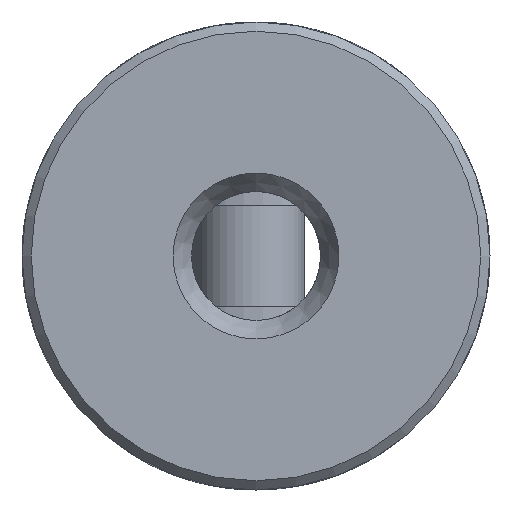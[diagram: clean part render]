
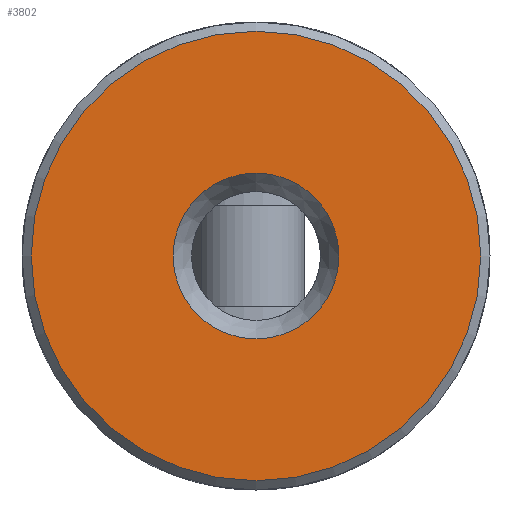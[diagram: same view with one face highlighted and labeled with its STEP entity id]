
A CAD part, left-side view. The second image highlights one B-rep face of the part: STEP entity #3802.
In plain terms, the highlighted planar face has unit normal (-1, 0, 0).
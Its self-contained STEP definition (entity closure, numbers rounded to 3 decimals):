
#641 = DIRECTION ( 'NONE',  ( 0., 0., -1. ) ) ;
#1356 = AXIS2_PLACEMENT_3D ( 'NONE', #1935, #2731, #641 ) ;
#1525 = DIRECTION ( 'NONE',  ( -1., 0., 0. ) ) ;
#1636 = FACE_BOUND ( 'NONE', #2723, .T. ) ;
#1741 = AXIS2_PLACEMENT_3D ( 'NONE', #5099, #1525, #2375 ) ;
#1816 = ORIENTED_EDGE ( 'NONE', *, *, #2257, .T. ) ;
#1877 = FACE_OUTER_BOUND ( 'NONE', #3092, .T. ) ;
#1935 = CARTESIAN_POINT ( 'NONE',  ( -80., 0., 0. ) ) ;
#2020 = DIRECTION ( 'NONE',  ( 1., 0., 0. ) ) ;
#2257 = EDGE_CURVE ( 'NONE', #4757, #4757, #3131, .T. ) ;
#2375 = DIRECTION ( 'NONE',  ( 0., 0., 1. ) ) ;
#2532 = CARTESIAN_POINT ( 'NONE',  ( -80., 0., -12.2 ) ) ;
#2634 = CIRCLE ( 'NONE', #3085, 12.2 ) ;
#2723 = EDGE_LOOP ( 'NONE', ( #1816 ) ) ;
#2731 = DIRECTION ( 'NONE',  ( 1., 0., 0. ) ) ;
#2805 = CARTESIAN_POINT ( 'NONE',  ( -80., 0., 0. ) ) ;
#3085 = AXIS2_PLACEMENT_3D ( 'NONE', #2805, #2020, #4821 ) ;
#3092 = EDGE_LOOP ( 'NONE', ( #4377 ) ) ;
#3131 = CIRCLE ( 'NONE', #1356, 4.5 ) ;
#3802 = ADVANCED_FACE ( 'NONE', ( #1636, #1877 ), #4714, .T. ) ;
#3851 = EDGE_CURVE ( 'NONE', #4025, #4025, #2634, .T. ) ;
#4025 = VERTEX_POINT ( 'NONE', #2532 ) ;
#4177 = CARTESIAN_POINT ( 'NONE',  ( -80., 0., -4.5 ) ) ;
#4377 = ORIENTED_EDGE ( 'NONE', *, *, #3851, .F. ) ;
#4714 = PLANE ( 'NONE',  #1741 ) ;
#4757 = VERTEX_POINT ( 'NONE', #4177 ) ;
#4821 = DIRECTION ( 'NONE',  ( 0., 0., -1. ) ) ;
#5099 = CARTESIAN_POINT ( 'NONE',  ( -80., 4.5, 0. ) ) ;
